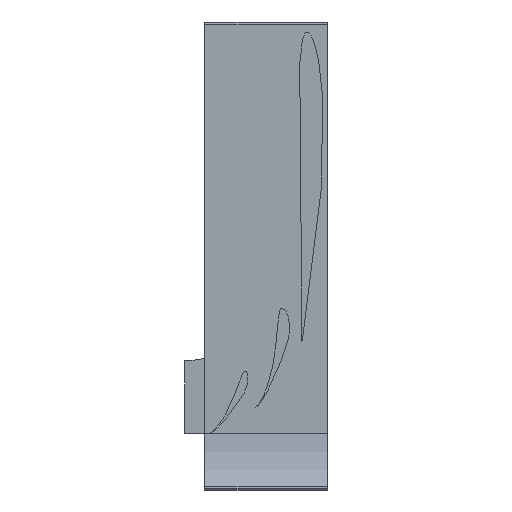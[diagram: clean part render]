
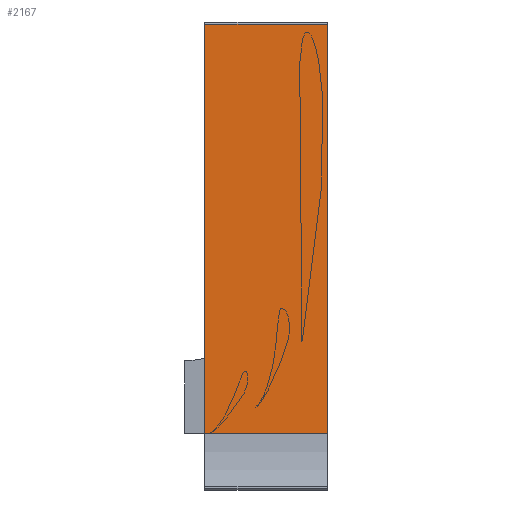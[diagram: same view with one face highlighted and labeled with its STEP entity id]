
A CAD part, left-side view. The second image highlights one B-rep face of the part: STEP entity #2167.
In plain terms, the highlighted planar face has unit normal (-1, 0, 0).
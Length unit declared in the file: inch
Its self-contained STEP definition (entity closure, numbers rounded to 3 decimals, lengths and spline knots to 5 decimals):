
#17 = EDGE_LOOP ( 'NONE', ( #21, #1188, #2192, #1921 ) ) ;
#21 = ORIENTED_EDGE ( 'NONE', *, *, #2772, .F. ) ;
#73 = EDGE_CURVE ( 'NONE', #2682, #2451, #2971, .T. ) ;
#151 = CARTESIAN_POINT ( 'NONE',  ( -26.30971, 7.75732, 64.45264 ) ) ;
#175 = DIRECTION ( 'NONE',  ( 0., 0., 1. ) ) ;
#196 = LINE ( 'NONE', #2261, #3115 ) ;
#261 = DIRECTION ( 'NONE',  ( -1., 0., 0. ) ) ;
#265 = DIRECTION ( 'NONE',  ( 0., 0., 1. ) ) ;
#700 = LINE ( 'NONE', #3177, #1734 ) ;
#708 = CARTESIAN_POINT ( 'NONE',  ( -26.30971, 8.75, 64.45264 ) ) ;
#771 = CARTESIAN_POINT ( 'NONE',  ( -26.30971, 1.76179, 44.45264 ) ) ;
#789 = CARTESIAN_POINT ( 'NONE',  ( -26.30971, 8.75, 44.45264 ) ) ;
#931 = CARTESIAN_POINT ( 'NONE',  ( -26.30971, 7.75732, 44.45264 ) ) ;
#1188 = ORIENTED_EDGE ( 'NONE', *, *, #2066, .T. ) ;
#1301 = DIRECTION ( 'NONE',  ( 0., -1., 0. ) ) ;
#1371 = VECTOR ( 'NONE', #1301, 39.37008 ) ;
#1624 = CARTESIAN_POINT ( 'NONE',  ( -26.30971, 1.76179, 64.45264 ) ) ;
#1734 = VECTOR ( 'NONE', #175, 39.37008 ) ;
#1743 = FACE_OUTER_BOUND ( 'NONE', #17, .T. ) ;
#1759 = PLANE ( 'NONE',  #2588 ) ;
#1773 = VERTEX_POINT ( 'NONE', #771 ) ;
#1842 = DIRECTION ( 'NONE',  ( 0., 0., 1. ) ) ;
#1921 = ORIENTED_EDGE ( 'NONE', *, *, #73, .F. ) ;
#2066 = EDGE_CURVE ( 'NONE', #2268, #1773, #2486, .T. ) ;
#2167 = ADVANCED_FACE ( 'NONE', ( #1743 ), #1759, .T. ) ;
#2192 = ORIENTED_EDGE ( 'NONE', *, *, #2375, .T. ) ;
#2261 = CARTESIAN_POINT ( 'NONE',  ( -26.30971, 7.75732, 64.45264 ) ) ;
#2268 = VERTEX_POINT ( 'NONE', #931 ) ;
#2375 = EDGE_CURVE ( 'NONE', #1773, #2451, #700, .T. ) ;
#2451 = VERTEX_POINT ( 'NONE', #1624 ) ;
#2486 = LINE ( 'NONE', #789, #1371 ) ;
#2507 = DIRECTION ( 'NONE',  ( 0., -1., 0. ) ) ;
#2574 = VECTOR ( 'NONE', #2507, 39.37008 ) ;
#2588 = AXIS2_PLACEMENT_3D ( 'NONE', #2771, #261, #1842 ) ;
#2682 = VERTEX_POINT ( 'NONE', #151 ) ;
#2771 = CARTESIAN_POINT ( 'NONE',  ( -26.30971, 8.75, 64.45264 ) ) ;
#2772 = EDGE_CURVE ( 'NONE', #2268, #2682, #196, .T. ) ;
#2971 = LINE ( 'NONE', #708, #2574 ) ;
#3115 = VECTOR ( 'NONE', #265, 39.37008 ) ;
#3177 = CARTESIAN_POINT ( 'NONE',  ( -26.30971, 1.76179, 64.45264 ) ) ;
